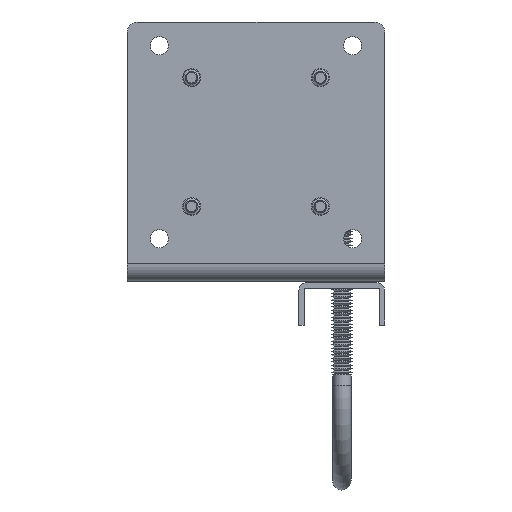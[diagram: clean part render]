
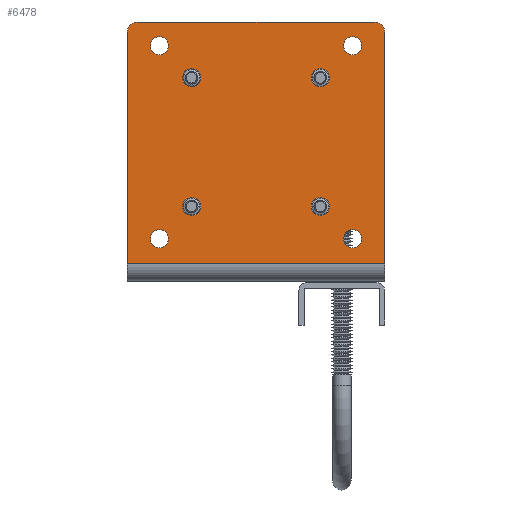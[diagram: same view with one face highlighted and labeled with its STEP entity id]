
A CAD part, left-side view. The second image highlights one B-rep face of the part: STEP entity #6478.
In plain terms, the highlighted face is planar.
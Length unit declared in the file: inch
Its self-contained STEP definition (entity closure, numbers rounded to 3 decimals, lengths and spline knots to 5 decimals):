
#1 = AXIS2_PLACEMENT_3D ( 'NONE', #2248, #9061, #3222 ) ;
#37 = DIRECTION ( 'NONE',  ( 1., 0., 0. ) ) ;
#113 = DIRECTION ( 'NONE',  ( 1., 0., 0. ) ) ;
#171 = CARTESIAN_POINT ( 'NONE',  ( 0., 1.5, -2.9 ) ) ;
#248 = EDGE_CURVE ( 'NONE', #1196, #1321, #3362, .T. ) ;
#281 = CARTESIAN_POINT ( 'NONE',  ( 0., -1.5, -0.2 ) ) ;
#310 = VECTOR ( 'NONE', #6051, 39.37008 ) ;
#458 = EDGE_CURVE ( 'NONE', #9677, #3016, #6124, .T. ) ;
#480 = EDGE_CURVE ( 'NONE', #7269, #7269, #3919, .T. ) ;
#491 = ORIENTED_EDGE ( 'NONE', *, *, #9607, .F. ) ;
#629 = LINE ( 'NONE', #5057, #310 ) ;
#663 = ORIENTED_EDGE ( 'NONE', *, *, #458, .T. ) ;
#823 = CARTESIAN_POINT ( 'NONE',  ( 0., -1.5, -2.9 ) ) ;
#859 = ORIENTED_EDGE ( 'NONE', *, *, #1682, .F. ) ;
#872 = ORIENTED_EDGE ( 'NONE', *, *, #6606, .F. ) ;
#897 = ORIENTED_EDGE ( 'NONE', *, *, #480, .F. ) ;
#960 = CARTESIAN_POINT ( 'NONE',  ( 0., 1.5, -0.2 ) ) ;
#1196 = VERTEX_POINT ( 'NONE', #5866 ) ;
#1264 = DIRECTION ( 'NONE',  ( 0., 0., 1. ) ) ;
#1287 = CARTESIAN_POINT ( 'NONE',  ( 0., 0.75, -0.765 ) ) ;
#1321 = VERTEX_POINT ( 'NONE', #171 ) ;
#1381 = CARTESIAN_POINT ( 'NONE',  ( 0., 1.5, -3.02 ) ) ;
#1475 = EDGE_LOOP ( 'NONE', ( #491 ) ) ;
#1598 = EDGE_LOOP ( 'NONE', ( #7849, #663, #872, #2724, #7108, #9380 ) ) ;
#1675 = DIRECTION ( 'NONE',  ( 1., 0., 0. ) ) ;
#1682 = EDGE_CURVE ( 'NONE', #5404, #5404, #3547, .T. ) ;
#1719 = DIRECTION ( 'NONE',  ( 1., 0., 0. ) ) ;
#1799 = VECTOR ( 'NONE', #7257, 39.37008 ) ;
#1819 = AXIS2_PLACEMENT_3D ( 'NONE', #6866, #37, #5859 ) ;
#1837 = EDGE_CURVE ( 'NONE', #2535, #2535, #8279, .T. ) ;
#1953 = DIRECTION ( 'NONE',  ( 0., 0., -1. ) ) ;
#2013 = CARTESIAN_POINT ( 'NONE',  ( 0., 1.5, -0.2 ) ) ;
#2165 = DIRECTION ( 'NONE',  ( 0., 0., 1. ) ) ;
#2233 = EDGE_CURVE ( 'NONE', #12127, #9677, #629, .T. ) ;
#2248 = CARTESIAN_POINT ( 'NONE',  ( 0., -0.75, -0.87 ) ) ;
#2250 = CARTESIAN_POINT ( 'NONE',  ( 0., -1.125, -2.745 ) ) ;
#2374 = AXIS2_PLACEMENT_3D ( 'NONE', #10065, #8977, #2165 ) ;
#2397 = EDGE_LOOP ( 'NONE', ( #897 ) ) ;
#2535 = VERTEX_POINT ( 'NONE', #4221 ) ;
#2542 = FACE_BOUND ( 'NONE', #2397, .T. ) ;
#2555 = DIRECTION ( 'NONE',  ( 0., 0., 1. ) ) ;
#2665 = CARTESIAN_POINT ( 'NONE',  ( 0., -0.75, -2.37 ) ) ;
#2724 = ORIENTED_EDGE ( 'NONE', *, *, #248, .T. ) ;
#2807 = AXIS2_PLACEMENT_3D ( 'NONE', #2250, #8064, #1264 ) ;
#2894 = AXIS2_PLACEMENT_3D ( 'NONE', #8533, #1719, #7535 ) ;
#3016 = VERTEX_POINT ( 'NONE', #3537 ) ;
#3091 = DIRECTION ( 'NONE',  ( 0., 0., 1. ) ) ;
#3222 = DIRECTION ( 'NONE',  ( 0., 0., 1. ) ) ;
#3362 = CIRCLE ( 'NONE', #2894, 0.12 ) ;
#3537 = CARTESIAN_POINT ( 'NONE',  ( 0., -1.38, -3.02 ) ) ;
#3547 = CIRCLE ( 'NONE', #9005, 0.105 ) ;
#3586 = CARTESIAN_POINT ( 'NONE',  ( 0., -0.75, -2.265 ) ) ;
#3613 = CARTESIAN_POINT ( 'NONE',  ( 0., 1.125, -0.495 ) ) ;
#3752 = CARTESIAN_POINT ( 'NONE',  ( 0., 1.125, -2.64 ) ) ;
#3885 = VERTEX_POINT ( 'NONE', #3586 ) ;
#3919 = CIRCLE ( 'NONE', #8007, 0.105 ) ;
#4221 = CARTESIAN_POINT ( 'NONE',  ( 0., -1.125, -2.64 ) ) ;
#4396 = DIRECTION ( 'NONE',  ( 1., 0., 0. ) ) ;
#4419 = CARTESIAN_POINT ( 'NONE',  ( 0., -1.125, -0.39 ) ) ;
#4440 = VECTOR ( 'NONE', #1953, 39.37008 ) ;
#4583 = DIRECTION ( 'NONE',  ( 0., 0., 1. ) ) ;
#4654 = CARTESIAN_POINT ( 'NONE',  ( 0., 1.125, -0.39 ) ) ;
#4804 = VERTEX_POINT ( 'NONE', #2013 ) ;
#4830 = FACE_OUTER_BOUND ( 'NONE', #1598, .T. ) ;
#5057 = CARTESIAN_POINT ( 'NONE',  ( 0., -1.5, -0.2 ) ) ;
#5249 = ORIENTED_EDGE ( 'NONE', *, *, #7069, .F. ) ;
#5355 = CARTESIAN_POINT ( 'NONE',  ( 0., 0.75, -0.87 ) ) ;
#5404 = VERTEX_POINT ( 'NONE', #1287 ) ;
#5410 = FACE_BOUND ( 'NONE', #6322, .T. ) ;
#5467 = EDGE_CURVE ( 'NONE', #11206, #11206, #5614, .T. ) ;
#5614 = CIRCLE ( 'NONE', #2374, 0.105 ) ;
#5619 = EDGE_LOOP ( 'NONE', ( #5249 ) ) ;
#5859 = DIRECTION ( 'NONE',  ( 0., 0., 1. ) ) ;
#5866 = CARTESIAN_POINT ( 'NONE',  ( 0., 1.38, -3.02 ) ) ;
#5937 = DIRECTION ( 'NONE',  ( 0., 0., 1. ) ) ;
#6051 = DIRECTION ( 'NONE',  ( 0., 0., -1. ) ) ;
#6070 = CARTESIAN_POINT ( 'NONE',  ( 0., 1.5, -0.2 ) ) ;
#6124 = CIRCLE ( 'NONE', #1819, 0.12 ) ;
#6164 = AXIS2_PLACEMENT_3D ( 'NONE', #7487, #1675, #8490 ) ;
#6322 = EDGE_LOOP ( 'NONE', ( #10967 ) ) ;
#6478 = ADVANCED_FACE ( 'NONE', ( #7719, #5410, #8018, #10308, #2542, #12605, #10012, #7427, #4830 ), #8214, .F. ) ;
#6513 = CARTESIAN_POINT ( 'NONE',  ( 0., 1.5, -0.2 ) ) ;
#6606 = EDGE_CURVE ( 'NONE', #1196, #3016, #9579, .T. ) ;
#6866 = CARTESIAN_POINT ( 'NONE',  ( 0., -1.38, -2.9 ) ) ;
#6940 = CARTESIAN_POINT ( 'NONE',  ( 0., 0.75, -2.37 ) ) ;
#7069 = EDGE_CURVE ( 'NONE', #3885, #3885, #9464, .T. ) ;
#7108 = ORIENTED_EDGE ( 'NONE', *, *, #9229, .F. ) ;
#7247 = VERTEX_POINT ( 'NONE', #4654 ) ;
#7257 = DIRECTION ( 'NONE',  ( 0., -1., 0. ) ) ;
#7269 = VERTEX_POINT ( 'NONE', #11888 ) ;
#7273 = EDGE_LOOP ( 'NONE', ( #11850 ) ) ;
#7403 = CIRCLE ( 'NONE', #8853, 0.105 ) ;
#7427 = FACE_BOUND ( 'NONE', #7273, .T. ) ;
#7487 = CARTESIAN_POINT ( 'NONE',  ( 0., 1.125, -2.745 ) ) ;
#7535 = DIRECTION ( 'NONE',  ( 0., 0., 1. ) ) ;
#7719 = FACE_BOUND ( 'NONE', #8293, .T. ) ;
#7723 = EDGE_LOOP ( 'NONE', ( #10821 ) ) ;
#7816 = VERTEX_POINT ( 'NONE', #8794 ) ;
#7849 = ORIENTED_EDGE ( 'NONE', *, *, #2233, .T. ) ;
#8007 = AXIS2_PLACEMENT_3D ( 'NONE', #6940, #113, #5937 ) ;
#8018 = FACE_BOUND ( 'NONE', #7723, .T. ) ;
#8024 = CIRCLE ( 'NONE', #1, 0.105 ) ;
#8064 = DIRECTION ( 'NONE',  ( 1., 0., 0. ) ) ;
#8177 = EDGE_LOOP ( 'NONE', ( #11369 ) ) ;
#8214 = PLANE ( 'NONE',  #11152 ) ;
#8279 = CIRCLE ( 'NONE', #2807, 0.105 ) ;
#8293 = EDGE_LOOP ( 'NONE', ( #859 ) ) ;
#8305 = VERTEX_POINT ( 'NONE', #3752 ) ;
#8369 = EDGE_CURVE ( 'NONE', #7247, #7247, #7403, .T. ) ;
#8490 = DIRECTION ( 'NONE',  ( 0., 0., 1. ) ) ;
#8533 = CARTESIAN_POINT ( 'NONE',  ( 0., 1.38, -2.9 ) ) ;
#8794 = CARTESIAN_POINT ( 'NONE',  ( 0., -0.75, -0.765 ) ) ;
#8853 = AXIS2_PLACEMENT_3D ( 'NONE', #3613, #10420, #4583 ) ;
#8977 = DIRECTION ( 'NONE',  ( 1., 0., 0. ) ) ;
#9005 = AXIS2_PLACEMENT_3D ( 'NONE', #5355, #4396, #3091 ) ;
#9061 = DIRECTION ( 'NONE',  ( 1., 0., 0. ) ) ;
#9229 = EDGE_CURVE ( 'NONE', #4804, #1321, #9671, .T. ) ;
#9380 = ORIENTED_EDGE ( 'NONE', *, *, #11559, .T. ) ;
#9407 = DIRECTION ( 'NONE',  ( -1., 0., 0. ) ) ;
#9464 = CIRCLE ( 'NONE', #10842, 0.105 ) ;
#9471 = VECTOR ( 'NONE', #11866, 39.37008 ) ;
#9579 = LINE ( 'NONE', #1381, #1799 ) ;
#9607 = EDGE_CURVE ( 'NONE', #8305, #8305, #11039, .T. ) ;
#9671 = LINE ( 'NONE', #960, #4440 ) ;
#9677 = VERTEX_POINT ( 'NONE', #823 ) ;
#10012 = FACE_BOUND ( 'NONE', #8177, .T. ) ;
#10065 = CARTESIAN_POINT ( 'NONE',  ( 0., -1.125, -0.495 ) ) ;
#10308 = FACE_BOUND ( 'NONE', #5619, .T. ) ;
#10420 = DIRECTION ( 'NONE',  ( 1., 0., 0. ) ) ;
#10661 = DIRECTION ( 'NONE',  ( 1., 0., 0. ) ) ;
#10821 = ORIENTED_EDGE ( 'NONE', *, *, #12138, .F. ) ;
#10842 = AXIS2_PLACEMENT_3D ( 'NONE', #2665, #10661, #12511 ) ;
#10967 = ORIENTED_EDGE ( 'NONE', *, *, #1837, .F. ) ;
#11039 = CIRCLE ( 'NONE', #6164, 0.105 ) ;
#11152 = AXIS2_PLACEMENT_3D ( 'NONE', #6513, #9407, #2555 ) ;
#11206 = VERTEX_POINT ( 'NONE', #4419 ) ;
#11369 = ORIENTED_EDGE ( 'NONE', *, *, #8369, .F. ) ;
#11559 = EDGE_CURVE ( 'NONE', #4804, #12127, #11726, .T. ) ;
#11726 = LINE ( 'NONE', #6070, #9471 ) ;
#11850 = ORIENTED_EDGE ( 'NONE', *, *, #5467, .F. ) ;
#11866 = DIRECTION ( 'NONE',  ( 0., -1., 0. ) ) ;
#11888 = CARTESIAN_POINT ( 'NONE',  ( 0., 0.75, -2.265 ) ) ;
#12127 = VERTEX_POINT ( 'NONE', #281 ) ;
#12138 = EDGE_CURVE ( 'NONE', #7816, #7816, #8024, .T. ) ;
#12511 = DIRECTION ( 'NONE',  ( 0., 0., 1. ) ) ;
#12605 = FACE_BOUND ( 'NONE', #1475, .T. ) ;
